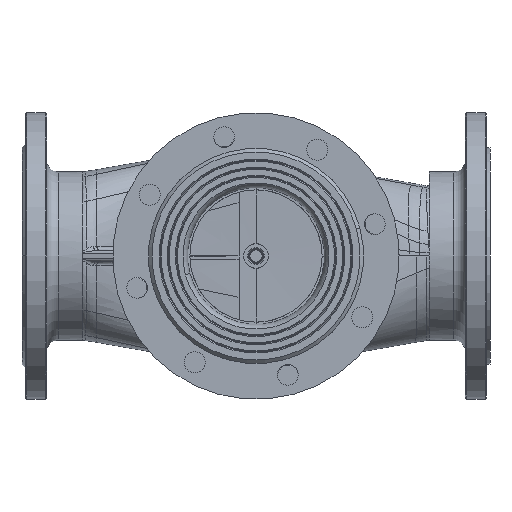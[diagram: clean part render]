
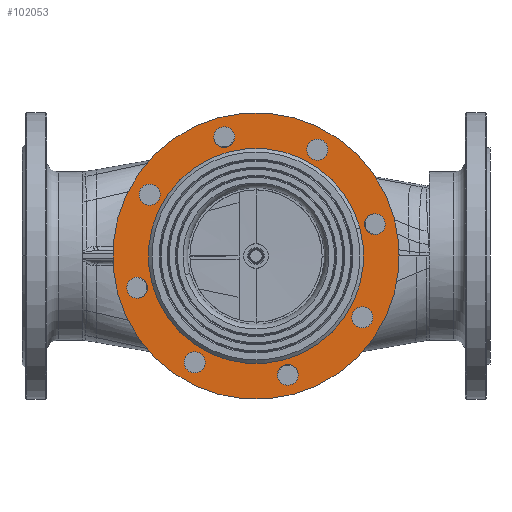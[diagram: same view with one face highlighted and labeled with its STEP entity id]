
A CAD part, front view. The second image highlights one B-rep face of the part: STEP entity #102053.
In plain terms, the highlighted planar face has unit normal (0, 1, 0).
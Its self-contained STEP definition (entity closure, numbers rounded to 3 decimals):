
#100380=CARTESIAN_POINT('',(29.283,-260.692,400.));
#100381=DIRECTION('',(0.,1.,0.));
#100382=DIRECTION('',(-0.966,0.,-0.259));
#100383=AXIS2_PLACEMENT_3D('',#100380,#100381,#100382);
#100385=CARTESIAN_POINT('',(29.283,-260.692,400.));
#100386=DIRECTION('',(0.,1.,0.));
#100387=DIRECTION('',(0.966,0.,0.259));
#100388=AXIS2_PLACEMENT_3D('',#100385,#100386,#100387);
#100390=CARTESIAN_POINT('',(29.283,-260.692,400.));
#100391=DIRECTION('',(0.,-1.,0.));
#100392=DIRECTION('',(0.966,0.,0.259));
#100393=AXIS2_PLACEMENT_3D('',#100390,#100391,#100392);
#100395=CARTESIAN_POINT('',(29.283,-260.692,400.));
#100396=DIRECTION('',(0.,-1.,0.));
#100397=DIRECTION('',(-0.966,0.,-0.259));
#100398=AXIS2_PLACEMENT_3D('',#100395,#100396,#100397);
#100400=CARTESIAN_POINT('',(-72.14,-260.692,
372.824));
#100401=DIRECTION('',(0.,-1.,0.));
#100402=DIRECTION('',(-0.966,0.,-0.259));
#100403=AXIS2_PLACEMENT_3D('',#100400,#100401,#100402);
#100405=CARTESIAN_POINT('',(-72.14,-260.692,
372.824));
#100406=DIRECTION('',(0.,-1.,0.));
#100407=DIRECTION('',(0.966,0.,0.259));
#100408=AXIS2_PLACEMENT_3D('',#100405,#100406,#100407);
#100410=CARTESIAN_POINT('',(-61.65,-260.692,452.5));
#100411=DIRECTION('',(0.,-1.,0.));
#100412=DIRECTION('',(-0.966,0.,-0.259));
#100413=AXIS2_PLACEMENT_3D('',#100410,#100411,#100412);
#100415=CARTESIAN_POINT('',(-61.65,-260.692,452.5));
#100416=DIRECTION('',(0.,-1.,0.));
#100417=DIRECTION('',(0.966,0.,0.259));
#100418=AXIS2_PLACEMENT_3D('',#100415,#100416,#100417);
#100420=CARTESIAN_POINT('',(2.107,-260.692,
501.422));
#100421=DIRECTION('',(0.,-1.,0.));
#100422=DIRECTION('',(-0.966,0.,-0.259));
#100423=AXIS2_PLACEMENT_3D('',#100420,#100421,#100422);
#100425=CARTESIAN_POINT('',(2.107,-260.692,
501.422));
#100426=DIRECTION('',(0.,-1.,0.));
#100427=DIRECTION('',(0.966,0.,0.259));
#100428=AXIS2_PLACEMENT_3D('',#100425,#100426,#100427);
#100430=CARTESIAN_POINT('',(81.783,-260.692,
490.933));
#100431=DIRECTION('',(0.,-1.,0.));
#100432=DIRECTION('',(-0.966,0.,-0.259));
#100433=AXIS2_PLACEMENT_3D('',#100430,#100431,#100432);
#100435=CARTESIAN_POINT('',(81.783,-260.692,
490.933));
#100436=DIRECTION('',(0.,-1.,0.));
#100437=DIRECTION('',(0.966,0.,0.259));
#100438=AXIS2_PLACEMENT_3D('',#100435,#100436,#100437);
#100440=CARTESIAN_POINT('',(130.705,-260.692,
427.176));
#100441=DIRECTION('',(0.,-1.,0.));
#100442=DIRECTION('',(-0.966,0.,-0.259));
#100443=AXIS2_PLACEMENT_3D('',#100440,#100441,#100442);
#100445=CARTESIAN_POINT('',(130.705,-260.692,
427.176));
#100446=DIRECTION('',(0.,-1.,0.));
#100447=DIRECTION('',(0.966,0.,0.259));
#100448=AXIS2_PLACEMENT_3D('',#100445,#100446,#100447);
#100450=CARTESIAN_POINT('',(120.215,-260.692,347.5));
#100451=DIRECTION('',(0.,-1.,0.));
#100452=DIRECTION('',(-0.966,0.,-0.259));
#100453=AXIS2_PLACEMENT_3D('',#100450,#100451,#100452);
#100455=CARTESIAN_POINT('',(120.215,-260.692,347.5));
#100456=DIRECTION('',(0.,-1.,0.));
#100457=DIRECTION('',(0.966,0.,0.259));
#100458=AXIS2_PLACEMENT_3D('',#100455,#100456,#100457);
#100460=CARTESIAN_POINT('',(56.459,-260.692,
298.578));
#100461=DIRECTION('',(0.,-1.,0.));
#100462=DIRECTION('',(-0.966,0.,-0.259));
#100463=AXIS2_PLACEMENT_3D('',#100460,#100461,#100462);
#100465=CARTESIAN_POINT('',(56.459,-260.692,
298.578));
#100466=DIRECTION('',(0.,-1.,0.));
#100467=DIRECTION('',(0.966,0.,0.259));
#100468=AXIS2_PLACEMENT_3D('',#100465,#100466,#100467);
#100470=CARTESIAN_POINT('',(-23.217,-260.692,
309.067));
#100471=DIRECTION('',(0.,-1.,0.));
#100472=DIRECTION('',(-0.966,0.,-0.259));
#100473=AXIS2_PLACEMENT_3D('',#100470,#100471,#100472);
#100475=CARTESIAN_POINT('',(-23.217,-260.692,
309.067));
#100476=DIRECTION('',(0.,-1.,0.));
#100477=DIRECTION('',(0.966,0.,0.259));
#100478=AXIS2_PLACEMENT_3D('',#100475,#100476,#100477);
#100575=CARTESIAN_POINT('',(128.909,-260.692,
349.829));
#100576=CARTESIAN_POINT('',(111.522,-260.692,
345.171));
#100577=VERTEX_POINT('',#100575);
#100578=VERTEX_POINT('',#100576);
#100587=CARTESIAN_POINT('',(-59.583,-260.692,
376.189));
#100589=VERTEX_POINT('',#100587);
#100611=CARTESIAN_POINT('',(73.089,-260.692,
488.603));
#100612=VERTEX_POINT('',#100611);
#100633=CARTESIAN_POINT('',(-80.833,-260.692,
370.495));
#100634=VERTEX_POINT('',#100633);
#100647=CARTESIAN_POINT('',(-31.911,-260.692,
306.738));
#100649=VERTEX_POINT('',#100647);
#100651=CARTESIAN_POINT('',(118.148,-260.692,
423.811));
#100652=VERTEX_POINT('',#100651);
#100653=CARTESIAN_POINT('',(139.398,-260.692,
429.505));
#100654=VERTEX_POINT('',#100653);
#100659=CARTESIAN_POINT('',(-52.957,-260.692,
454.829));
#100660=CARTESIAN_POINT('',(-70.343,-260.692,
450.171));
#100661=VERTEX_POINT('',#100659);
#100662=VERTEX_POINT('',#100660);
#100679=CARTESIAN_POINT('',(10.8,-260.692,
503.752));
#100681=VERTEX_POINT('',#100679);
#100743=CARTESIAN_POINT('',(122.011,-260.692,
424.847));
#100744=VERTEX_POINT('',#100743);
#100759=CARTESIAN_POINT('',(-14.524,-260.692,
311.397));
#100761=VERTEX_POINT('',#100759);
#100769=CARTESIAN_POINT('',(-63.446,-260.692,
375.153));
#100770=VERTEX_POINT('',#100769);
#100771=CARTESIAN_POINT('',(90.476,-260.692,
493.262));
#100772=VERTEX_POINT('',#100771);
#100783=CARTESIAN_POINT('',(147.609,-260.692,
431.705));
#100784=VERTEX_POINT('',#100783);
#100785=CARTESIAN_POINT('',(65.152,-260.692,
300.907));
#100786=VERTEX_POINT('',#100785);
#100805=CARTESIAN_POINT('',(-6.587,-260.692,
499.093));
#100806=VERTEX_POINT('',#100805);
#100815=CARTESIAN_POINT('',(-89.043,-260.692,
368.295));
#100816=VERTEX_POINT('',#100815);
#100825=CARTESIAN_POINT('',(47.765,-260.692,
296.248));
#100826=VERTEX_POINT('',#100825);
#102006=CARTESIAN_POINT('',(29.283,-260.692,400.));
#102007=DIRECTION('',(0.,-1.,0.));
#102008=DIRECTION('',(0.966,0.,0.259));
#102009=AXIS2_PLACEMENT_3D('',#102006,#102007,#102008);
#102010=PLANE('',#102009);
#102011=ORIENTED_EDGE('',*,*,#101860,.F.);
#102012=ORIENTED_EDGE('',*,*,#101635,.F.);
#102013=EDGE_LOOP('',(#102011,#102012));
#102014=FACE_OUTER_BOUND('',#102013,.F.);
#102015=ORIENTED_EDGE('',*,*,#101153,.F.);
#102016=ORIENTED_EDGE('',*,*,#101110,.F.);
#102017=EDGE_LOOP('',(#102015,#102016));
#102018=FACE_BOUND('',#102017,.F.);
#102019=ORIENTED_EDGE('',*,*,#101986,.F.);
#102020=ORIENTED_EDGE('',*,*,#101536,.F.);
#102021=EDGE_LOOP('',(#102019,#102020));
#102022=FACE_BOUND('',#102021,.F.);
#102023=ORIENTED_EDGE('',*,*,#101432,.F.);
#102024=ORIENTED_EDGE('',*,*,#101126,.F.);
#102025=EDGE_LOOP('',(#102023,#102024));
#102026=FACE_BOUND('',#102025,.F.);
#102027=ORIENTED_EDGE('',*,*,#101445,.F.);
#102028=ORIENTED_EDGE('',*,*,#101170,.F.);
#102029=EDGE_LOOP('',(#102027,#102028));
#102030=FACE_BOUND('',#102029,.F.);
#102031=ORIENTED_EDGE('',*,*,#101622,.F.);
#102033=ORIENTED_EDGE('',*,*,#102032,.F.);
#102034=EDGE_LOOP('',(#102031,#102033));
#102035=FACE_BOUND('',#102034,.F.);
#102036=ORIENTED_EDGE('',*,*,#101999,.F.);
#102037=ORIENTED_EDGE('',*,*,#101580,.F.);
#102038=EDGE_LOOP('',(#102036,#102037));
#102039=FACE_BOUND('',#102038,.F.);
#102041=ORIENTED_EDGE('',*,*,#102040,.F.);
#102042=ORIENTED_EDGE('',*,*,#101473,.F.);
#102043=EDGE_LOOP('',(#102041,#102042));
#102044=FACE_BOUND('',#102043,.F.);
#102045=ORIENTED_EDGE('',*,*,#101324,.F.);
#102046=ORIENTED_EDGE('',*,*,#101202,.F.);
#102047=EDGE_LOOP('',(#102045,#102046));
#102048=FACE_BOUND('',#102047,.F.);
#102049=ORIENTED_EDGE('',*,*,#101896,.F.);
#102050=ORIENTED_EDGE('',*,*,#101833,.F.);
#102051=EDGE_LOOP('',(#102049,#102050));
#102052=FACE_BOUND('',#102051,.F.);
#102053=ADVANCED_FACE('',(#102014,#102018,#102022,#102026,#102030,#102035,
#102039,#102044,#102048,#102052),#102010,.F.);
#100384=CIRCLE('',#100383,122.5);
#100389=CIRCLE('',#100388,122.5);
#100394=CIRCLE('',#100393,92.);
#100399=CIRCLE('',#100398,92.);
#100404=CIRCLE('',#100403,9.);
#100409=CIRCLE('',#100408,9.);
#100414=CIRCLE('',#100413,9.);
#100419=CIRCLE('',#100418,9.);
#100424=CIRCLE('',#100423,9.);
#100429=CIRCLE('',#100428,9.);
#100434=CIRCLE('',#100433,9.);
#100439=CIRCLE('',#100438,9.);
#100444=CIRCLE('',#100443,9.);
#100449=CIRCLE('',#100448,9.);
#100454=CIRCLE('',#100453,9.);
#100459=CIRCLE('',#100458,9.);
#100464=CIRCLE('',#100463,9.);
#100469=CIRCLE('',#100468,9.);
#100474=CIRCLE('',#100473,9.);
#100479=CIRCLE('',#100478,9.);
#101110=EDGE_CURVE('',#100589,#100652,#100399,.T.);
#101126=EDGE_CURVE('',#100661,#100662,#100419,.T.);
#101153=EDGE_CURVE('',#100652,#100589,#100394,.T.);
#101170=EDGE_CURVE('',#100681,#100806,#100429,.T.);
#101202=EDGE_CURVE('',#100786,#100826,#100469,.T.);
#101324=EDGE_CURVE('',#100826,#100786,#100464,.T.);
#101432=EDGE_CURVE('',#100662,#100661,#100414,.T.);
#101445=EDGE_CURVE('',#100806,#100681,#100424,.T.);
#101473=EDGE_CURVE('',#100577,#100578,#100459,.T.);
#101536=EDGE_CURVE('',#100770,#100634,#100409,.T.);
#101580=EDGE_CURVE('',#100654,#100744,#100449,.T.);
#101622=EDGE_CURVE('',#100612,#100772,#100434,.T.);
#101635=EDGE_CURVE('',#100784,#100816,#100389,.T.);
#101833=EDGE_CURVE('',#100761,#100649,#100479,.T.);
#101860=EDGE_CURVE('',#100816,#100784,#100384,.T.);
#101896=EDGE_CURVE('',#100649,#100761,#100474,.T.);
#101986=EDGE_CURVE('',#100634,#100770,#100404,.T.);
#101999=EDGE_CURVE('',#100744,#100654,#100444,.T.);
#102032=EDGE_CURVE('',#100772,#100612,#100439,.T.);
#102040=EDGE_CURVE('',#100578,#100577,#100454,.T.);
